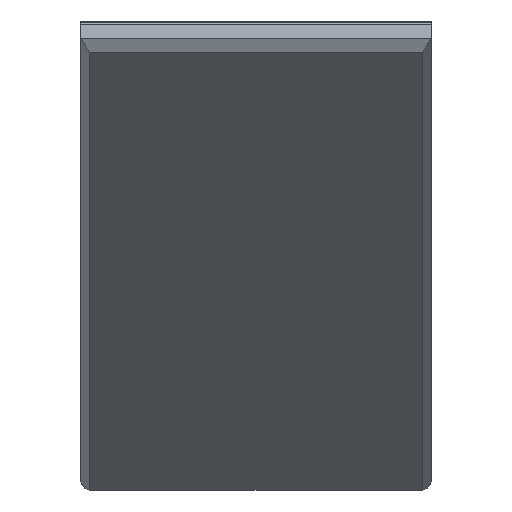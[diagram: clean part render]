
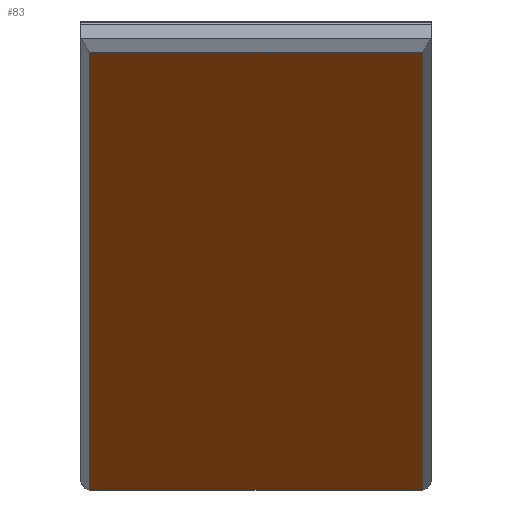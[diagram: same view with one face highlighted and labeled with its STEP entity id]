
A CAD part, left-side view. The second image highlights one B-rep face of the part: STEP entity #83.
In plain terms, the highlighted planar face has unit normal (-0.5, 0, -0.866).
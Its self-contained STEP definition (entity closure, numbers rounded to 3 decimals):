
#83 = ADVANCED_FACE( '', ( #250 ), #251, .F. );
#250 = FACE_OUTER_BOUND( '', #561, .T. );
#251 = PLANE( '', #562 );
#561 = EDGE_LOOP( '', ( #1177, #1178, #1179, #1180 ) );
#562 = AXIS2_PLACEMENT_3D( '', #1181, #1182, #1183 );
#1177 = ORIENTED_EDGE( '', *, *, #2499, .T. );
#1178 = ORIENTED_EDGE( '', *, *, #2500, .T. );
#1179 = ORIENTED_EDGE( '', *, *, #2501, .T. );
#1180 = ORIENTED_EDGE( '', *, *, #2502, .T. );
#1181 = CARTESIAN_POINT( '', ( 0., -19., 0. ) );
#1182 = DIRECTION( '', ( 0.5, 0., 0.866 ) );
#1183 = DIRECTION( '', ( 0.866, 0., -0.5 ) );
#2499 = EDGE_CURVE( '', #3237, #3238, #3239, .T. );
#2500 = EDGE_CURVE( '', #3238, #3240, #3241, .T. );
#2501 = EDGE_CURVE( '', #3240, #3242, #3243, .T. );
#2502 = EDGE_CURVE( '', #3242, #3237, #3244, .T. );
#3237 = VERTEX_POINT( '', #4136 );
#3238 = VERTEX_POINT( '', #4137 );
#3239 = LINE( '', #4138, #4139 );
#3240 = VERTEX_POINT( '', #4140 );
#3241 = LINE( '', #4141, #4142 );
#3242 = VERTEX_POINT( '', #4143 );
#3243 = LINE( '', #4144, #4145 );
#3244 = LINE( '', #4146, #4147 );
#4136 = CARTESIAN_POINT( '', ( -82.875, 18., 47.848 ) );
#4137 = CARTESIAN_POINT( '', ( -0.866, 18., 0.5 ) );
#4138 = CARTESIAN_POINT( '', ( 0., 18., 0. ) );
#4139 = VECTOR( '', #5033, 1000. );
#4140 = CARTESIAN_POINT( '', ( -0.866, -18., 0.5 ) );
#4141 = CARTESIAN_POINT( '', ( -0.866, -19., 0.5 ) );
#4142 = VECTOR( '', #5034, 1000. );
#4143 = CARTESIAN_POINT( '', ( -82.875, -18., 47.848 ) );
#4144 = CARTESIAN_POINT( '', ( -83.741, -18., 48.348 ) );
#4145 = VECTOR( '', #5035, 1000. );
#4146 = CARTESIAN_POINT( '', ( -82.875, 19., 47.848 ) );
#4147 = VECTOR( '', #5036, 1000. );
#5033 = DIRECTION( '', ( 0.866, 0., -0.5 ) );
#5034 = DIRECTION( '', ( 0., -1., 0. ) );
#5035 = DIRECTION( '', ( -0.866, 0., 0.5 ) );
#5036 = DIRECTION( '', ( 0., 1., 0. ) );
